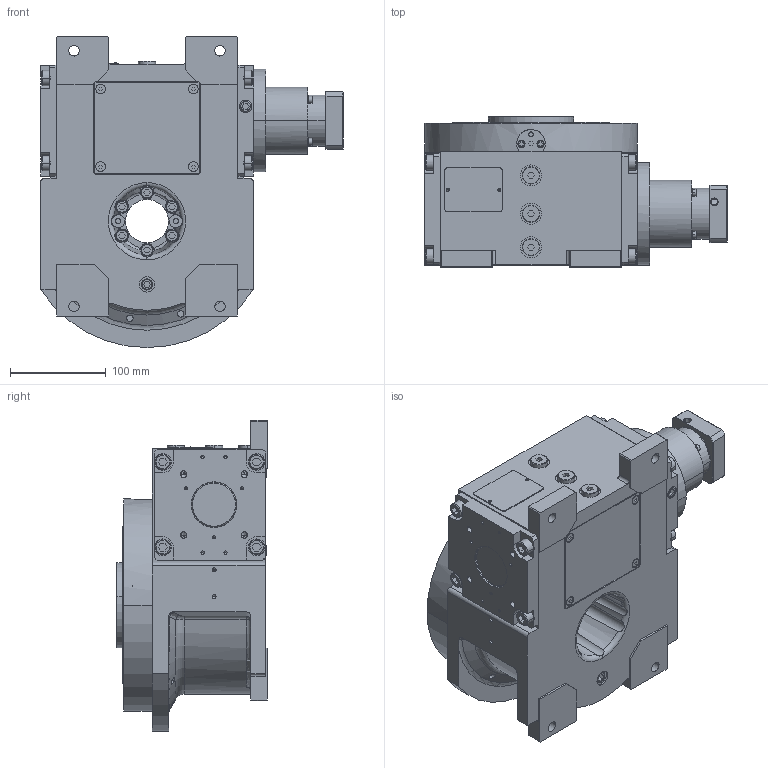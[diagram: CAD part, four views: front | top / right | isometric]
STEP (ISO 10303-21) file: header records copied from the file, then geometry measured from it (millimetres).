
FILE_DESCRIPTION((''),'2;1');
FILE_NAME('RIGS_06','2020-02-20T',('Ggiussani'),(''),'CREO PARAMETRIC BY PTC INC, 2018360','CREO PARAMETRIC BY PTC INC, 2018360','');
FILE_SCHEMA(('CONFIG_CONTROL_DESIGN','GEOMETRIC_VALIDATION_PROPERTIES_MIM'));
Length unit declared in the file: millimetre
Products named in the file (1): RIGS_06
Bounding box: 316 x 157 x 325 mm (x, y, z)
Volume: 7340262.2 mm3; surface area: 417573.3 mm2
Topology: 1 solids, 6 shells, 1308 faces, 3307 edges, 2121 vertices
Faces by surface type: plane 609, cylinder 438, cone 221, torus 28, sphere 6, bspline 6
Entity records: 47533 total; most frequent: CARTESIAN_POINT 8037, DIRECTION 6927, ORIENTED_EDGE 6478, EDGE_CURVE 3239, AXIS2_PLACEMENT_3D 2554, VERTEX_POINT 2121, VECTOR 1819, LINE 1819
